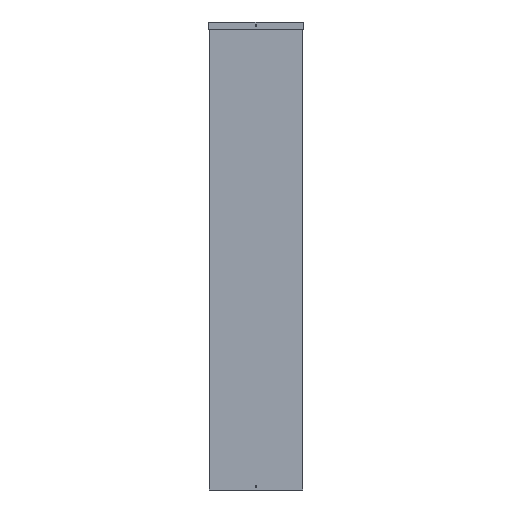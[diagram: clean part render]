
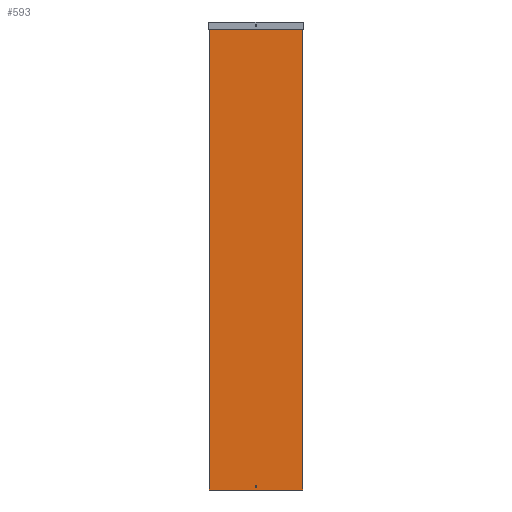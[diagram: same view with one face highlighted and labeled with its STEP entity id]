
A CAD part, front view. The second image highlights one B-rep face of the part: STEP entity #593.
In plain terms, the highlighted planar face has unit normal (0, -1, 0).
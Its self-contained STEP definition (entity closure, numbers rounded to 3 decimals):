
#246 = ORIENTED_EDGE ( 'NONE', *, *, #905, .T. ) ;
#247 = ORIENTED_EDGE ( 'NONE', *, *, #900, .T. ) ;
#248 = ORIENTED_EDGE ( 'NONE', *, *, #904, .F. ) ;
#249 = ORIENTED_EDGE ( 'NONE', *, *, #927, .F. ) ;
#250 = ORIENTED_EDGE ( 'NONE', *, *, #903, .F. ) ;
#297 = EDGE_LOOP ( 'NONE', ( #250 ) ) ;
#335 = EDGE_LOOP ( 'NONE', ( #249, #248, #247, #246 ) ) ;
#347 = VERTEX_POINT ( 'NONE', #696 ) ;
#377 = VERTEX_POINT ( 'NONE', #689 ) ;
#381 = VERTEX_POINT ( 'NONE', #685 ) ;
#384 = VERTEX_POINT ( 'NONE', #682 ) ;
#453 = FACE_BOUND ( 'NONE', #297, .T. ) ;
#461 = FACE_OUTER_BOUND ( 'NONE', #335, .T. ) ;
#593 = ADVANCED_FACE ( 'NONE', ( #453, #461 ), #1443, .F. ) ;
#682 = CARTESIAN_POINT ( 'NONE',  ( -200., 0., 0. ) ) ;
#685 = CARTESIAN_POINT ( 'NONE',  ( 200., 0., 0. ) ) ;
#689 = CARTESIAN_POINT ( 'NONE',  ( 200., 0., 1968. ) ) ;
#696 = CARTESIAN_POINT ( 'NONE',  ( -200., 0., 1968. ) ) ;
#774 = AXIS2_PLACEMENT_3D ( 'NONE', #1128, #1127, #1126 ) ;
#868 = AXIS2_PLACEMENT_3D ( 'NONE', #1450, #1436, #1435 ) ;
#900 = EDGE_CURVE ( 'NONE', #347, #384, #1575, .T. ) ;
#903 = EDGE_CURVE ( 'NONE', #1703, #1703, #1580, .T. ) ;
#904 = EDGE_CURVE ( 'NONE', #347, #377, #1583, .T. ) ;
#905 = EDGE_CURVE ( 'NONE', #384, #381, #1582, .T. ) ;
#927 = EDGE_CURVE ( 'NONE', #377, #381, #1621, .T. ) ;
#1046 = DIRECTION ( 'NONE',  ( 0., 0., -1. ) ) ;
#1049 = CARTESIAN_POINT ( 'NONE',  ( 200., 0., 1969. ) ) ;
#1122 = DIRECTION ( 'NONE',  ( 1., 0., 0. ) ) ;
#1125 = DIRECTION ( 'NONE',  ( 1., 0., 0. ) ) ;
#1126 = DIRECTION ( 'NONE',  ( 0., 0., 1. ) ) ;
#1127 = DIRECTION ( 'NONE',  ( 0., -1., 0. ) ) ;
#1128 = CARTESIAN_POINT ( 'NONE',  ( 0., 0., 15. ) ) ;
#1135 = CARTESIAN_POINT ( 'NONE',  ( -200., 0., 0. ) ) ;
#1138 = CARTESIAN_POINT ( 'NONE',  ( -200., 0., 1968. ) ) ;
#1156 = DIRECTION ( 'NONE',  ( 0., 0., -1. ) ) ;
#1157 = CARTESIAN_POINT ( 'NONE',  ( -200., 0., 1969. ) ) ;
#1435 = DIRECTION ( 'NONE',  ( 0., 0., 1. ) ) ;
#1436 = DIRECTION ( 'NONE',  ( 0., 1., 0. ) ) ;
#1443 = PLANE ( 'NONE',  #868 ) ;
#1450 = CARTESIAN_POINT ( 'NONE',  ( -200., 0., 1969. ) ) ;
#1575 = LINE ( 'NONE', #1157, #1577 ) ;
#1577 = VECTOR ( 'NONE', #1156, 1000. ) ;
#1580 = CIRCLE ( 'NONE', #774, 3.5 ) ;
#1582 = LINE ( 'NONE', #1135, #1584 ) ;
#1583 = LINE ( 'NONE', #1138, #1585 ) ;
#1584 = VECTOR ( 'NONE', #1122, 1000. ) ;
#1585 = VECTOR ( 'NONE', #1125, 1000. ) ;
#1621 = LINE ( 'NONE', #1049, #1624 ) ;
#1624 = VECTOR ( 'NONE', #1046, 1000. ) ;
#1703 = VERTEX_POINT ( 'NONE', #1819 ) ;
#1819 = CARTESIAN_POINT ( 'NONE',  ( 0., 0., 18.5 ) ) ;
